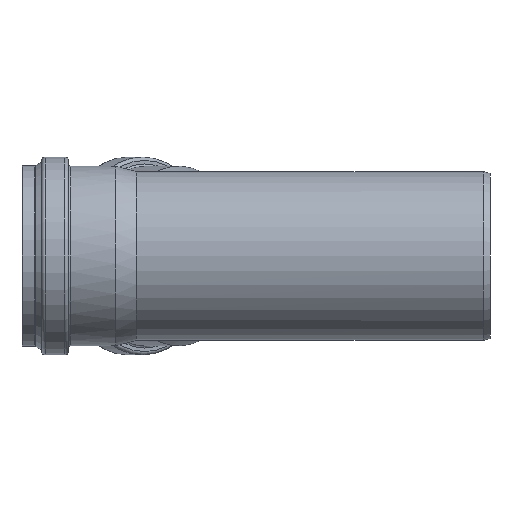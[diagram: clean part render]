
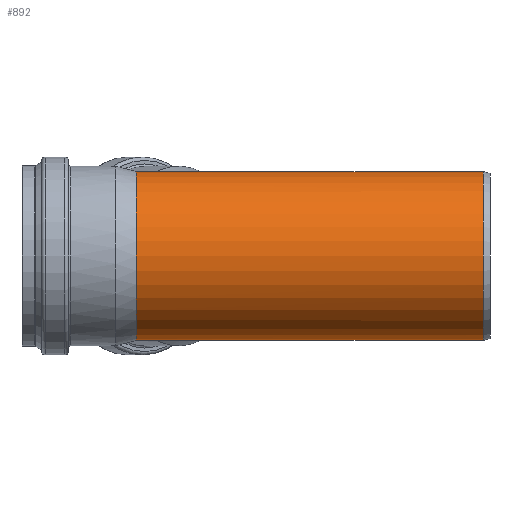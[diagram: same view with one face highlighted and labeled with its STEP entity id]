
A CAD part, left-side view. The second image highlights one B-rep face of the part: STEP entity #892.
In plain terms, the highlighted cylindrical face has radius 100.1 mm (diameter 200.2 mm), a full revolution.
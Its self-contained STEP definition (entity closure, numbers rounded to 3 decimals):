
#67=FACE_BOUND('',#305,.T.);
#135=CIRCLE('',#975,100.1);
#136=CIRCLE('',#976,100.1);
#204=CYLINDRICAL_SURFACE('',#974,100.1);
#226=FACE_OUTER_BOUND('',#304,.T.);
#304=EDGE_LOOP('',(#689));
#305=EDGE_LOOP('',(#690,#691,#692,#693,#694,#695));
#447=ELLIPSE('',#969,266.041,100.1);
#449=ELLIPSE('',#971,108.667,100.1);
#450=ELLIPSE('',#972,266.041,100.1);
#458=B_SPLINE_CURVE_WITH_KNOTS('',3,(#1644,#1645,#1646,#1647,#1648,#1649,
#1650),.UNSPECIFIED.,.F.,.F.,(4,3,4),(0.,0.02,0.022),
 .UNSPECIFIED.);
#464=B_SPLINE_CURVE_WITH_KNOTS('',3,(#1717,#1718,#1719,#1720,#1721,#1722,
#1723),.UNSPECIFIED.,.F.,.F.,(4,3,4),(1.522,1.538,
1.557),.UNSPECIFIED.);
#481=VERTEX_POINT('',#1467);
#482=VERTEX_POINT('',#1482);
#483=VERTEX_POINT('',#1537);
#484=VERTEX_POINT('',#1588);
#486=VERTEX_POINT('',#1643);
#491=VERTEX_POINT('',#1714);
#492=VERTEX_POINT('',#1716);
#573=EDGE_CURVE('',#482,#481,#447,.T.);
#575=EDGE_CURVE('',#483,#482,#449,.T.);
#577=EDGE_CURVE('',#484,#483,#450,.T.);
#579=EDGE_CURVE('',#486,#481,#458,.T.);
#585=EDGE_CURVE('',#491,#491,#135,.T.);
#586=EDGE_CURVE('',#484,#492,#464,.T.);
#587=EDGE_CURVE('',#486,#492,#136,.T.);
#689=ORIENTED_EDGE('',*,*,#585,.T.);
#690=ORIENTED_EDGE('',*,*,#573,.F.);
#691=ORIENTED_EDGE('',*,*,#575,.F.);
#692=ORIENTED_EDGE('',*,*,#577,.F.);
#693=ORIENTED_EDGE('',*,*,#586,.T.);
#694=ORIENTED_EDGE('',*,*,#587,.F.);
#695=ORIENTED_EDGE('',*,*,#579,.T.);
#892=ADVANCED_FACE('',(#226,#67),#204,.T.);
#969=AXIS2_PLACEMENT_3D('',#1484,#1121,#1122);
#971=AXIS2_PLACEMENT_3D('',#1539,#1125,#1126);
#972=AXIS2_PLACEMENT_3D('',#1606,#1127,#1128);
#974=AXIS2_PLACEMENT_3D('',#1713,#1131,#1132);
#975=AXIS2_PLACEMENT_3D('',#1715,#1133,#1134);
#976=AXIS2_PLACEMENT_3D('',#1724,#1135,#1136);
#1121=DIRECTION('center_axis',(0.927,-0.376,0.));
#1122=DIRECTION('ref_axis',(0.376,0.927,0.));
#1125=DIRECTION('center_axis',(0.389,0.921,0.));
#1126=DIRECTION('ref_axis',(0.921,-0.389,0.));
#1127=DIRECTION('center_axis',(0.927,-0.376,0.));
#1128=DIRECTION('ref_axis',(0.376,0.927,0.));
#1131=DIRECTION('center_axis',(0.,1.,0.));
#1132=DIRECTION('ref_axis',(1.,0.,0.));
#1133=DIRECTION('center_axis',(0.,1.,0.));
#1134=DIRECTION('ref_axis',(1.,0.,0.));
#1135=DIRECTION('center_axis',(0.,1.,0.));
#1136=DIRECTION('ref_axis',(1.,0.,0.));
#1467=CARTESIAN_POINT('',(93.189,419.273,-36.549));
#1482=CARTESIAN_POINT('',(0.,189.8,-100.1));
#1484=CARTESIAN_POINT('Origin',(0.,189.8,0.));
#1537=CARTESIAN_POINT('',(0.,189.8,100.1));
#1539=CARTESIAN_POINT('Origin',(0.,189.8,0.));
#1588=CARTESIAN_POINT('',(93.189,419.273,36.549));
#1606=CARTESIAN_POINT('Origin',(0.,189.8,0.));
#1643=CARTESIAN_POINT('',(93.113,419.316,-36.743));
#1644=CARTESIAN_POINT('Ctrl Pts',(93.113,419.316,-36.743));
#1645=CARTESIAN_POINT('Ctrl Pts',(93.138,419.316,-36.68));
#1646=CARTESIAN_POINT('Ctrl Pts',(93.162,419.304,-36.618));
#1647=CARTESIAN_POINT('Ctrl Pts',(93.185,419.278,-36.56));
#1648=CARTESIAN_POINT('Ctrl Pts',(93.186,419.277,-36.556));
#1649=CARTESIAN_POINT('Ctrl Pts',(93.188,419.275,-36.553));
#1650=CARTESIAN_POINT('Ctrl Pts',(93.189,419.273,-36.549));
#1713=CARTESIAN_POINT('Origin',(0.,213.658,0.));
#1714=CARTESIAN_POINT('',(100.1,8.,0.));
#1715=CARTESIAN_POINT('Origin',(0.,8.,0.));
#1716=CARTESIAN_POINT('',(93.113,419.316,36.743));
#1717=CARTESIAN_POINT('Ctrl Pts',(93.189,419.273,36.549));
#1718=CARTESIAN_POINT('Ctrl Pts',(93.179,419.286,36.576));
#1719=CARTESIAN_POINT('Ctrl Pts',(93.167,419.296,36.604));
#1720=CARTESIAN_POINT('Ctrl Pts',(93.156,419.303,36.634));
#1721=CARTESIAN_POINT('Ctrl Pts',(93.142,419.312,36.67));
#1722=CARTESIAN_POINT('Ctrl Pts',(93.127,419.316,36.706));
#1723=CARTESIAN_POINT('Ctrl Pts',(93.113,419.316,36.743));
#1724=CARTESIAN_POINT('Origin',(0.,419.316,0.));
